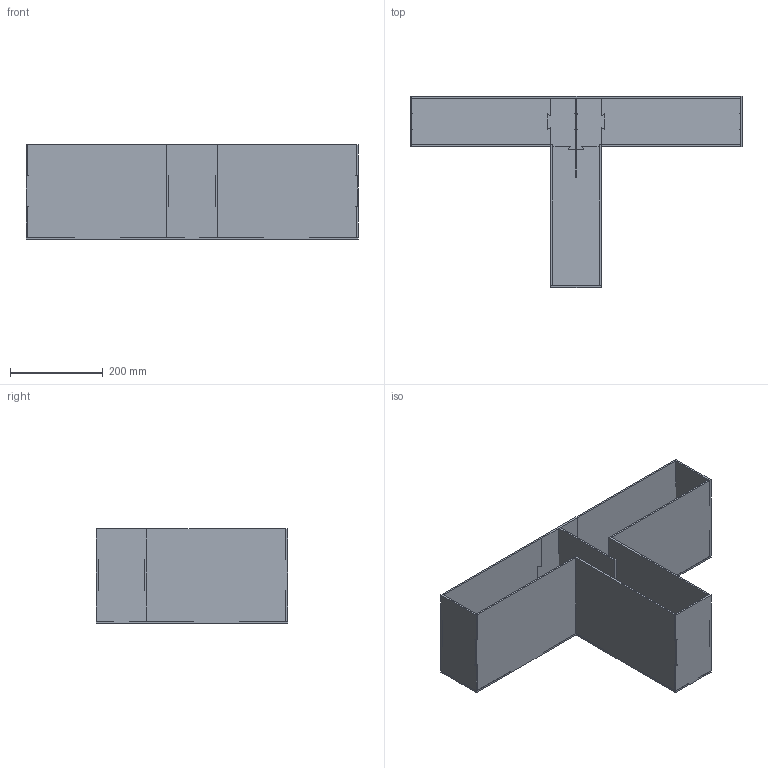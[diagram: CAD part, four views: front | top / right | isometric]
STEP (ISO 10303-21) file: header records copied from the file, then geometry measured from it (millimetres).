
FILE_DESCRIPTION(('FreeCAD Model'),'2;1');
FILE_NAME('Open CASCADE Shape Model','2025-03-19T16:56:37',(''),(''), 'Open CASCADE STEP processor 7.7','FreeCAD','Unknown');
FILE_SCHEMA(('AUTOMOTIVE_DESIGN { 1 0 10303 214 1 1 1 1 }'));
Length unit declared in the file: millimetre
Products named in the file (11): t_maze; centrale_tile; goal_floor; start_floor; goal_arm_wall2; goal_arm_wall1; goal_arm_wall3; start_arm_wall1; central_partition; centrale_wall; start_arm_wall2
Assembly tree (15 placements, depth 2):
  t_maze
    centrale_tile
    goal_floor  x2
    start_floor
    goal_arm_wall2  x2
    goal_arm_wall1  x2
    goal_arm_wall3  x2
    start_arm_wall1
    central_partition
    centrale_wall
    start_arm_wall2  x2
Bounding box: 716 x 412 x 204 mm (x, y, z)
Volume: 2368543 mm3; surface area: 1236566.5 mm2
Topology: 15 solids, 15 shells, 421 faces, 1173 edges, 782 vertices
Faces by surface type: plane 290, cylinder 131
Entity records: 9379 total; most frequent: CARTESIAN_POINT 1614, ORIENTED_EDGE 1578, DIRECTION 1561, EDGE_CURVE 789, LINE 615, VECTOR 615, VERTEX_POINT 526, AXIS2_PLACEMENT_3D 473
